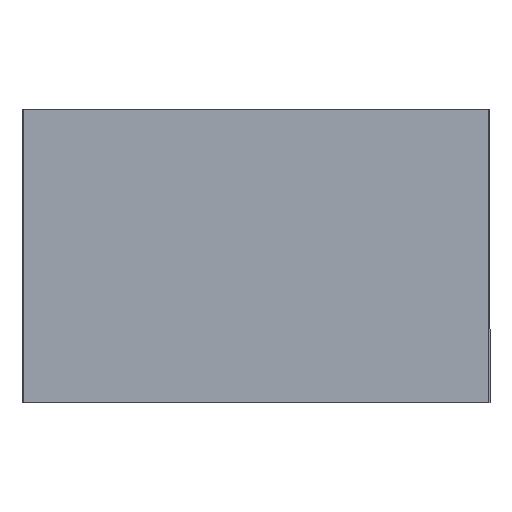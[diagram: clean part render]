
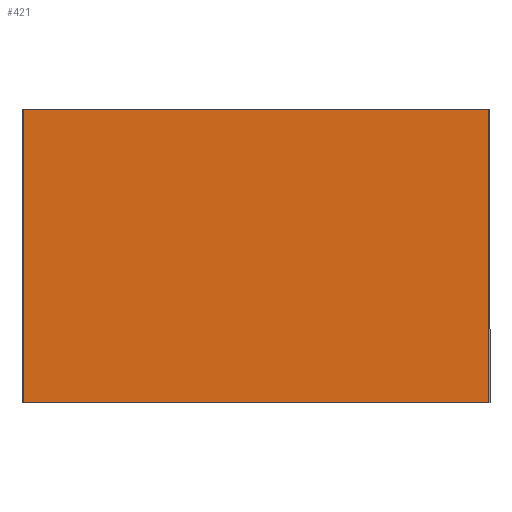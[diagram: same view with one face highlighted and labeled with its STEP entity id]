
A CAD part, top view. The second image highlights one B-rep face of the part: STEP entity #421.
In plain terms, the highlighted planar face has unit normal (0, 0, 1).
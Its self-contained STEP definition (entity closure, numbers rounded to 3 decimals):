
#83=CARTESIAN_POINT('',(42.75,-27.,0.5));
#84=VERTEX_POINT('',#83);
#92=CARTESIAN_POINT('',(42.75,27.,0.5));
#93=VERTEX_POINT('',#92);
#204=CARTESIAN_POINT('',(-42.75,-27.,0.5));
#205=VERTEX_POINT('',#204);
#206=CARTESIAN_POINT('',(-42.75,27.,0.5));
#207=VERTEX_POINT('',#206);
#364=CARTESIAN_POINT('',(-42.75,-27.,0.5));
#365=DIRECTION('',(0.0,1.0,0.0));
#366=VECTOR('',#365,54.0);
#367=LINE('',#364,#366);
#368=EDGE_CURVE('',#205,#207,#367,.T.);
#395=CARTESIAN_POINT('',(0.,0.,0.5));
#396=DIRECTION('',(0.0,0.0,1.0));
#397=DIRECTION('',(1.0,0.0,0.0));
#398=AXIS2_PLACEMENT_3D('',#395,#396,#397);
#399=PLANE('',#398);
#400=CARTESIAN_POINT('',(42.75,-27.,0.5));
#401=DIRECTION('',(0.0,1.0,0.0));
#402=VECTOR('',#401,54.0);
#403=LINE('',#400,#402);
#404=EDGE_CURVE('',#84,#93,#403,.T.);
#405=ORIENTED_EDGE('',*,*,#404,.T.);
#406=CARTESIAN_POINT('',(-42.75,27.,0.5));
#407=DIRECTION('',(1.0,0.0,0.0));
#408=VECTOR('',#407,85.5);
#409=LINE('',#406,#408);
#410=EDGE_CURVE('',#207,#93,#409,.T.);
#411=ORIENTED_EDGE('',*,*,#410,.F.);
#412=ORIENTED_EDGE('',*,*,#368,.F.);
#413=CARTESIAN_POINT('',(42.75,-27.,0.5));
#414=DIRECTION('',(-1.0,0.0,0.0));
#415=VECTOR('',#414,85.5);
#416=LINE('',#413,#415);
#417=EDGE_CURVE('',#84,#205,#416,.T.);
#418=ORIENTED_EDGE('',*,*,#417,.F.);
#419=EDGE_LOOP('',(#405,#411,#412,#418));
#420=FACE_OUTER_BOUND('',#419,.T.);
#421=ADVANCED_FACE('',(#420),#399,.T.);
